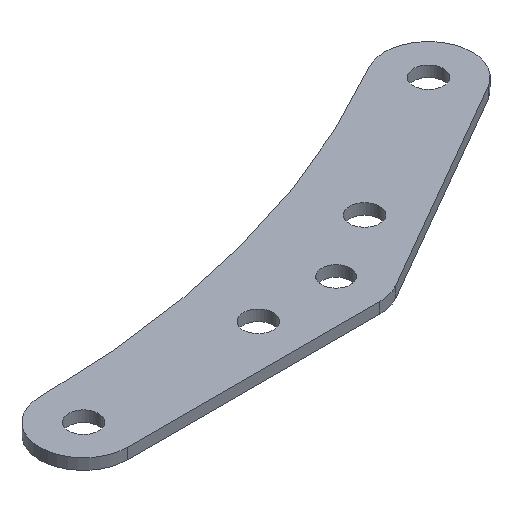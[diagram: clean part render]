
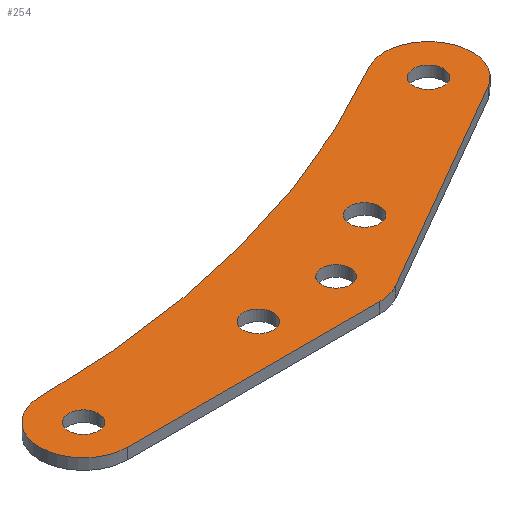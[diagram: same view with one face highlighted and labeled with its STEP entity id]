
A CAD part, isometric view. The second image highlights one B-rep face of the part: STEP entity #254.
In plain terms, the highlighted planar face has unit normal (0, 0, 1).
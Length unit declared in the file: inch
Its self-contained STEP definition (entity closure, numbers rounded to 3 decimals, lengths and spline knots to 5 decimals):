
#15=FACE_BOUND('',#54,.T.);
#16=FACE_BOUND('',#55,.T.);
#17=FACE_BOUND('',#56,.T.);
#18=FACE_BOUND('',#57,.T.);
#19=FACE_BOUND('',#58,.T.);
#27=PLANE('',#307);
#40=FACE_OUTER_BOUND('',#53,.T.);
#53=EDGE_LOOP('',(#212,#213,#214,#215,#216,#217));
#54=EDGE_LOOP('',(#218));
#55=EDGE_LOOP('',(#219));
#56=EDGE_LOOP('',(#220));
#57=EDGE_LOOP('',(#221));
#58=EDGE_LOOP('',(#222));
#73=LINE('',#432,#88);
#77=LINE('',#444,#92);
#88=VECTOR('',#357,0.3937);
#92=VECTOR('',#369,0.3937);
#95=CIRCLE('',#279,0.086);
#97=CIRCLE('',#282,0.086);
#99=CIRCLE('',#285,0.086);
#101=CIRCLE('',#288,0.0825);
#103=CIRCLE('',#291,0.086);
#106=CIRCLE('',#295,0.25);
#108=CIRCLE('',#299,0.25);
#110=CIRCLE('',#303,0.25);
#112=CIRCLE('',#306,5.18785);
#113=VERTEX_POINT('',#390);
#115=VERTEX_POINT('',#396);
#117=VERTEX_POINT('',#402);
#119=VERTEX_POINT('',#408);
#121=VERTEX_POINT('',#414);
#125=VERTEX_POINT('',#423);
#126=VERTEX_POINT('',#425);
#128=VERTEX_POINT('',#431);
#130=VERTEX_POINT('',#437);
#132=VERTEX_POINT('',#443);
#134=VERTEX_POINT('',#449);
#135=EDGE_CURVE('',#113,#113,#95,.T.);
#138=EDGE_CURVE('',#115,#115,#97,.T.);
#141=EDGE_CURVE('',#117,#117,#99,.T.);
#144=EDGE_CURVE('',#119,#119,#101,.T.);
#147=EDGE_CURVE('',#121,#121,#103,.T.);
#152=EDGE_CURVE('',#126,#125,#106,.T.);
#155=EDGE_CURVE('',#128,#126,#73,.T.);
#158=EDGE_CURVE('',#130,#128,#108,.T.);
#161=EDGE_CURVE('',#132,#130,#77,.T.);
#164=EDGE_CURVE('',#134,#132,#110,.T.);
#167=EDGE_CURVE('',#125,#134,#112,.T.);
#212=ORIENTED_EDGE('',*,*,#167,.T.);
#213=ORIENTED_EDGE('',*,*,#164,.T.);
#214=ORIENTED_EDGE('',*,*,#161,.T.);
#215=ORIENTED_EDGE('',*,*,#158,.T.);
#216=ORIENTED_EDGE('',*,*,#155,.T.);
#217=ORIENTED_EDGE('',*,*,#152,.T.);
#218=ORIENTED_EDGE('',*,*,#147,.T.);
#219=ORIENTED_EDGE('',*,*,#144,.T.);
#220=ORIENTED_EDGE('',*,*,#141,.T.);
#221=ORIENTED_EDGE('',*,*,#138,.T.);
#222=ORIENTED_EDGE('',*,*,#135,.T.);
#254=ADVANCED_FACE('',(#40,#15,#16,#17,#18,#19),#27,.T.);
#279=AXIS2_PLACEMENT_3D('',#391,#313,#314);
#282=AXIS2_PLACEMENT_3D('',#397,#320,#321);
#285=AXIS2_PLACEMENT_3D('',#403,#327,#328);
#288=AXIS2_PLACEMENT_3D('',#409,#334,#335);
#291=AXIS2_PLACEMENT_3D('',#415,#341,#342);
#295=AXIS2_PLACEMENT_3D('',#426,#351,#352);
#299=AXIS2_PLACEMENT_3D('',#438,#363,#364);
#303=AXIS2_PLACEMENT_3D('',#450,#375,#376);
#306=AXIS2_PLACEMENT_3D('',#454,#382,#383);
#307=AXIS2_PLACEMENT_3D('',#455,#384,#385);
#313=DIRECTION('center_axis',(0.,0.,-1.));
#314=DIRECTION('ref_axis',(-1.,0.,0.));
#320=DIRECTION('center_axis',(0.,0.,-1.));
#321=DIRECTION('ref_axis',(-1.,0.,0.));
#327=DIRECTION('center_axis',(0.,0.,-1.));
#328=DIRECTION('ref_axis',(-1.,0.,0.));
#334=DIRECTION('center_axis',(0.,0.,-1.));
#335=DIRECTION('ref_axis',(-1.,0.,0.));
#341=DIRECTION('center_axis',(0.,0.,-1.));
#342=DIRECTION('ref_axis',(-1.,0.,0.));
#351=DIRECTION('center_axis',(0.,0.,1.));
#352=DIRECTION('ref_axis',(0.5,-0.866,0.));
#357=DIRECTION('',(0.866,0.5,0.));
#363=DIRECTION('center_axis',(0.,0.,1.));
#364=DIRECTION('ref_axis',(0.,-1.,0.));
#369=DIRECTION('',(1.,0.,0.));
#375=DIRECTION('center_axis',(0.,0.,1.));
#376=DIRECTION('ref_axis',(-0.002,1.,0.));
#382=DIRECTION('center_axis',(0.,0.,-1.));
#383=DIRECTION('ref_axis',(-0.002,1.,0.));
#384=DIRECTION('center_axis',(0.,0.,1.));
#385=DIRECTION('ref_axis',(1.,0.,0.));
#390=CARTESIAN_POINT('',(0.086,0.,0.0625));
#391=CARTESIAN_POINT('Origin',(0.,0.,0.0625));
#396=CARTESIAN_POINT('',(1.91792,0.22291,0.0625));
#397=CARTESIAN_POINT('Origin',(1.83192,0.22291,0.0625));
#402=CARTESIAN_POINT('',(2.78394,0.72291,0.0625));
#403=CARTESIAN_POINT('Origin',(2.69794,0.72291,0.0625));
#408=CARTESIAN_POINT('',(1.52832,0.,0.0625));
#409=CARTESIAN_POINT('Origin',(1.44582,0.,0.0625));
#414=CARTESIAN_POINT('',(1.086,0.,0.0625));
#415=CARTESIAN_POINT('Origin',(1.,0.,0.0625));
#423=CARTESIAN_POINT('',(2.57339,0.93968,0.0625));
#425=CARTESIAN_POINT('',(2.82294,0.50641,0.0625));
#426=CARTESIAN_POINT('Origin',(2.69794,0.72291,0.0625));
#431=CARTESIAN_POINT('',(1.57082,-0.21651,0.0625));
#432=CARTESIAN_POINT('',(1.57082,-0.21651,0.0625));
#437=CARTESIAN_POINT('',(1.44582,-0.25,0.0625));
#438=CARTESIAN_POINT('Origin',(1.44582,0.,0.0625));
#443=CARTESIAN_POINT('',(0.,-0.25,0.0625));
#444=CARTESIAN_POINT('',(0.,-0.25,0.0625));
#449=CARTESIAN_POINT('',(-0.00052,0.25,0.0625));
#450=CARTESIAN_POINT('Origin',(0.,0.,0.0625));
#454=CARTESIAN_POINT('Origin',(-0.01124,5.43784,0.0625));
#455=CARTESIAN_POINT('Origin',(1.34897,0.36146,0.0625));
